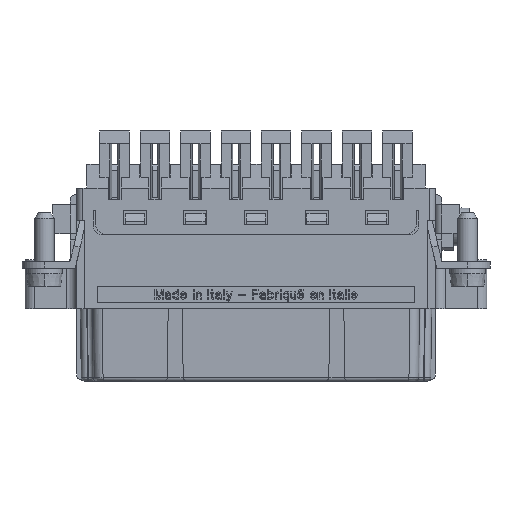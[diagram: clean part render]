
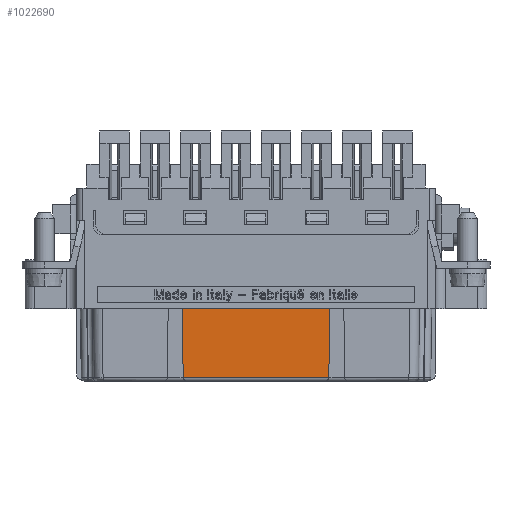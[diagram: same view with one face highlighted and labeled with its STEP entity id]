
A CAD part, front view. The second image highlights one B-rep face of the part: STEP entity #1022690.
In plain terms, the highlighted planar face has unit normal (0, -1, -0.013).
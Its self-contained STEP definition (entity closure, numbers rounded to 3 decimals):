
#300080=CARTESIAN_POINT('',(100.746,44.784,-7.6));
#300090=VERTEX_POINT('',#300080);
#300120=CARTESIAN_POINT('',(0.,44.784,-7.6));
#300130=DIRECTION('',(-1.,0.,0.));
#300140=VECTOR('',#300130,1.);
#300150=LINE('',#300120,#300140);
#300160=CARTESIAN_POINT('',(77.746,44.784,-7.6));
#300170=VERTEX_POINT('',#300160);
#300180=EDGE_CURVE('',#300090,#300170,#300150,.T.);
#1021890=CARTESIAN_POINT('',(101.079,44.45,17.9));
#1021900=DIRECTION('',(0.013,-0.013,
1.));
#1021910=VECTOR('',#1021900,1.);
#1021920=LINE('',#1021890,#1021910);
#1021930=CARTESIAN_POINT('',(100.604,44.925,
-18.407));
#1021940=VERTEX_POINT('',#1021930);
#1021950=EDGE_CURVE('',#1021940,#300090,#1021920,.T.);
#1022290=CARTESIAN_POINT('',(77.412,44.45,17.9));
#1022300=DIRECTION('',(-0.013,-0.013,
1.));
#1022310=VECTOR('',#1022300,1.);
#1022320=LINE('',#1022290,#1022310);
#1022330=CARTESIAN_POINT('',(77.887,44.925,
-18.407));
#1022340=VERTEX_POINT('',#1022330);
#1022350=EDGE_CURVE('',#1022340,#300170,#1022320,.T.);
#1022530=CARTESIAN_POINT('',(25.382,44.784,
-7.6));
#1022540=DIRECTION('',(0.,-1.,-0.013));
#1022550=DIRECTION('',(1.,0.,0.));
#1022560=AXIS2_PLACEMENT_3D('',#1022530,#1022540,#1022550);
#1022570=PLANE('',#1022560);
#1022580=ORIENTED_EDGE('',*,*,#300180,.T.);
#1022590=ORIENTED_EDGE('',*,*,#1021950,.T.);
#1022600=CARTESIAN_POINT('',(25.382,44.925,
-18.407));
#1022610=DIRECTION('',(1.,0.,0.));
#1022620=VECTOR('',#1022610,1.);
#1022630=LINE('',#1022600,#1022620);
#1022640=EDGE_CURVE('',#1022340,#1021940,#1022630,.T.);
#1022650=ORIENTED_EDGE('',*,*,#1022640,.T.);
#1022660=ORIENTED_EDGE('',*,*,#1022350,.F.);
#1022670=EDGE_LOOP('',(#1022660,#1022650,#1022590,#1022580));
#1022680=FACE_OUTER_BOUND('',#1022670,.T.);
#1022690=ADVANCED_FACE('',(#1022680),#1022570,.T.);
